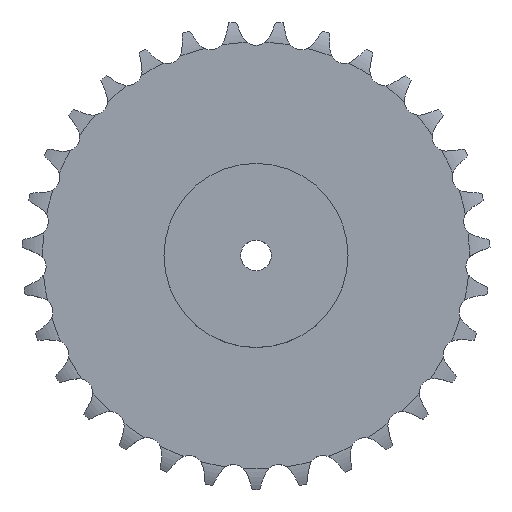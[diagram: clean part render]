
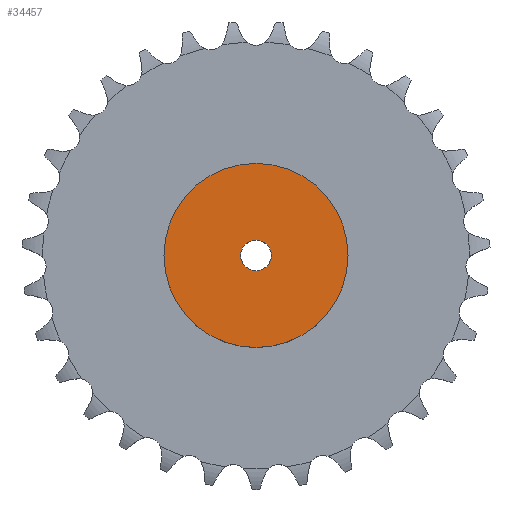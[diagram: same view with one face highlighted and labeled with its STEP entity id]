
A CAD part, top view. The second image highlights one B-rep face of the part: STEP entity #34457.
In plain terms, the highlighted planar face has unit normal (0, 0, 1).
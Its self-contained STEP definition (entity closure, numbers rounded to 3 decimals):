
#4035 = CYLINDRICAL_SURFACE('',#4036,90.);
#4036 = AXIS2_PLACEMENT_3D('',#4037,#4038,#4039);
#4037 = CARTESIAN_POINT('',(0.,0.,0.));
#4038 = DIRECTION('',(-0.,-0.,-1.));
#4039 = DIRECTION('',(1.,0.,0.));
#21868 = VERTEX_POINT('',#21869);
#21869 = CARTESIAN_POINT('',(90.,0.,75.));
#21890 = EDGE_CURVE('',#21868,#21868,#21891,.T.);
#21891 = SURFACE_CURVE('',#21892,(#21897,#21904),.PCURVE_S1.);
#21892 = CIRCLE('',#21893,90.);
#21893 = AXIS2_PLACEMENT_3D('',#21894,#21895,#21896);
#21894 = CARTESIAN_POINT('',(0.,0.,75.));
#21895 = DIRECTION('',(0.,0.,1.));
#21896 = DIRECTION('',(1.,0.,0.));
#21897 = PCURVE('',#4035,#21898);
#21898 = DEFINITIONAL_REPRESENTATION('',(#21899),#21903);
#21899 = LINE('',#21900,#21901);
#21900 = CARTESIAN_POINT('',(-0.,-75.));
#21901 = VECTOR('',#21902,1.);
#21902 = DIRECTION('',(-1.,0.));
#21903 = ( GEOMETRIC_REPRESENTATION_CONTEXT(2) 
PARAMETRIC_REPRESENTATION_CONTEXT() REPRESENTATION_CONTEXT('2D SPACE',''
  ) );
#21904 = PCURVE('',#21905,#21910);
#21905 = PLANE('',#21906);
#21906 = AXIS2_PLACEMENT_3D('',#21907,#21908,#21909);
#21907 = CARTESIAN_POINT('',(0.,0.,75.)
  );
#21908 = DIRECTION('',(0.,0.,1.));
#21909 = DIRECTION('',(1.,0.,0.));
#21910 = DEFINITIONAL_REPRESENTATION('',(#21911),#21915);
#21911 = CIRCLE('',#21912,90.);
#21912 = AXIS2_PLACEMENT_2D('',#21913,#21914);
#21913 = CARTESIAN_POINT('',(0.,0.));
#21914 = DIRECTION('',(1.,0.));
#21915 = ( GEOMETRIC_REPRESENTATION_CONTEXT(2) 
PARAMETRIC_REPRESENTATION_CONTEXT() REPRESENTATION_CONTEXT('2D SPACE',''
  ) );
#29376 = CYLINDRICAL_SURFACE('',#29377,15.);
#29377 = AXIS2_PLACEMENT_3D('',#29378,#29379,#29380);
#29378 = CARTESIAN_POINT('',(0.,0.,690.472));
#29379 = DIRECTION('',(0.,0.,1.));
#29380 = DIRECTION('',(1.,0.,0.));
#34457 = ADVANCED_FACE('',(#34458,#34461),#21905,.T.);
#34458 = FACE_BOUND('',#34459,.T.);
#34459 = EDGE_LOOP('',(#34460));
#34460 = ORIENTED_EDGE('',*,*,#21890,.T.);
#34461 = FACE_BOUND('',#34462,.T.);
#34462 = EDGE_LOOP('',(#34463));
#34463 = ORIENTED_EDGE('',*,*,#34464,.F.);
#34464 = EDGE_CURVE('',#34465,#34465,#34467,.T.);
#34465 = VERTEX_POINT('',#34466);
#34466 = CARTESIAN_POINT('',(15.,0.,75.));
#34467 = SURFACE_CURVE('',#34468,(#34473,#34480),.PCURVE_S1.);
#34468 = CIRCLE('',#34469,15.);
#34469 = AXIS2_PLACEMENT_3D('',#34470,#34471,#34472);
#34470 = CARTESIAN_POINT('',(0.,0.,75.));
#34471 = DIRECTION('',(0.,0.,1.));
#34472 = DIRECTION('',(1.,0.,0.));
#34473 = PCURVE('',#21905,#34474);
#34474 = DEFINITIONAL_REPRESENTATION('',(#34475),#34479);
#34475 = CIRCLE('',#34476,15.);
#34476 = AXIS2_PLACEMENT_2D('',#34477,#34478);
#34477 = CARTESIAN_POINT('',(0.,0.));
#34478 = DIRECTION('',(1.,0.));
#34479 = ( GEOMETRIC_REPRESENTATION_CONTEXT(2) 
PARAMETRIC_REPRESENTATION_CONTEXT() REPRESENTATION_CONTEXT('2D SPACE',''
  ) );
#34480 = PCURVE('',#29376,#34481);
#34481 = DEFINITIONAL_REPRESENTATION('',(#34482),#34486);
#34482 = LINE('',#34483,#34484);
#34483 = CARTESIAN_POINT('',(0.,-615.472));
#34484 = VECTOR('',#34485,1.);
#34485 = DIRECTION('',(1.,0.));
#34486 = ( GEOMETRIC_REPRESENTATION_CONTEXT(2) 
PARAMETRIC_REPRESENTATION_CONTEXT() REPRESENTATION_CONTEXT('2D SPACE',''
  ) );
